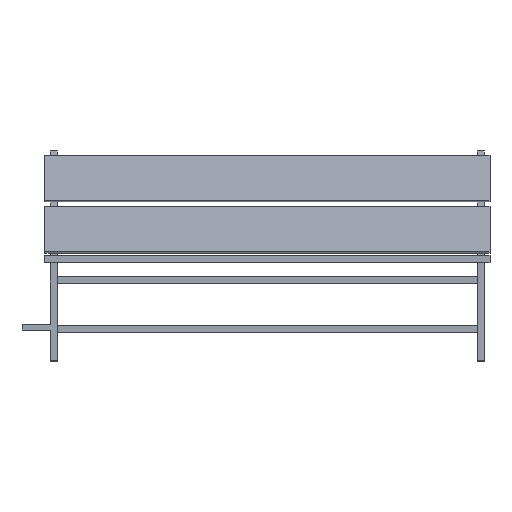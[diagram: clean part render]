
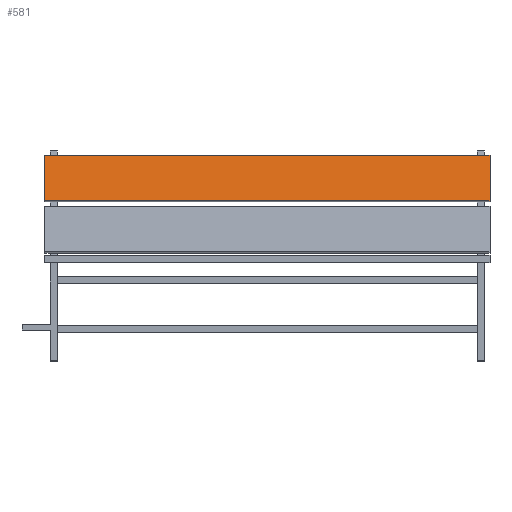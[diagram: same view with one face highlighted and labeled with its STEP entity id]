
A CAD part, top view. The second image highlights one B-rep face of the part: STEP entity #581.
In plain terms, the highlighted planar face has unit normal (0, 0.174, 0.985).
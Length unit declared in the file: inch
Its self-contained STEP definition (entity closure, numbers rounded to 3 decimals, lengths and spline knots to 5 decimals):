
#160 = EDGE_LOOP ( 'NONE', ( #1548, #2679, #2146, #1394 ) ) ;
#387 = VECTOR ( 'NONE', #569, 39.37008 ) ;
#418 = VECTOR ( 'NONE', #2482, 39.37008 ) ;
#445 = LINE ( 'NONE', #774, #418 ) ;
#482 = VERTEX_POINT ( 'NONE', #2331 ) ;
#545 = VECTOR ( 'NONE', #2262, 39.37008 ) ;
#569 = DIRECTION ( 'NONE',  ( 0., 0.985, -0.174 ) ) ;
#581 = ADVANCED_FACE ( 'NONE', ( #1390 ), #912, .T. ) ;
#774 = CARTESIAN_POINT ( 'NONE',  ( -0.7874, 8.74613, -15.48007 ) ) ;
#844 = DIRECTION ( 'NONE',  ( -1., 0., 0. ) ) ;
#891 = DIRECTION ( 'NONE',  ( 0., 0.174, 0.985 ) ) ;
#912 = PLANE ( 'NONE',  #1275 ) ;
#992 = LINE ( 'NONE', #2437, #545 ) ;
#1059 = VECTOR ( 'NONE', #844, 39.37008 ) ;
#1120 = LINE ( 'NONE', #2125, #1059 ) ;
#1172 = CARTESIAN_POINT ( 'NONE',  ( 61.81102, 15.14351, -16.6081 ) ) ;
#1187 = CARTESIAN_POINT ( 'NONE',  ( -0.7874, 15.14351, -16.6081 ) ) ;
#1275 = AXIS2_PLACEMENT_3D ( 'NONE', #1976, #891, #2197 ) ;
#1376 = CARTESIAN_POINT ( 'NONE',  ( 61.81102, 15.14351, -16.6081 ) ) ;
#1390 = FACE_OUTER_BOUND ( 'NONE', #160, .T. ) ;
#1394 = ORIENTED_EDGE ( 'NONE', *, *, #1512, .T. ) ;
#1486 = LINE ( 'NONE', #1376, #387 ) ;
#1512 = EDGE_CURVE ( 'NONE', #2407, #2353, #1120, .T. ) ;
#1548 = ORIENTED_EDGE ( 'NONE', *, *, #2459, .T. ) ;
#1627 = VERTEX_POINT ( 'NONE', #2442 ) ;
#1669 = EDGE_CURVE ( 'NONE', #1627, #482, #445, .T. ) ;
#1976 = CARTESIAN_POINT ( 'NONE',  ( 0., -2.38352, -13.51762 ) ) ;
#2125 = CARTESIAN_POINT ( 'NONE',  ( -0.7874, 15.14351, -16.6081 ) ) ;
#2146 = ORIENTED_EDGE ( 'NONE', *, *, #2420, .T. ) ;
#2197 = DIRECTION ( 'NONE',  ( 0., -0.985, 0.174 ) ) ;
#2262 = DIRECTION ( 'NONE',  ( 0., -0.985, 0.174 ) ) ;
#2331 = CARTESIAN_POINT ( 'NONE',  ( 61.81102, 8.74613, -15.48007 ) ) ;
#2353 = VERTEX_POINT ( 'NONE', #1187 ) ;
#2407 = VERTEX_POINT ( 'NONE', #1172 ) ;
#2420 = EDGE_CURVE ( 'NONE', #482, #2407, #1486, .T. ) ;
#2437 = CARTESIAN_POINT ( 'NONE',  ( -0.7874, 15.14351, -16.6081 ) ) ;
#2442 = CARTESIAN_POINT ( 'NONE',  ( -0.7874, 8.74613, -15.48007 ) ) ;
#2459 = EDGE_CURVE ( 'NONE', #2353, #1627, #992, .T. ) ;
#2482 = DIRECTION ( 'NONE',  ( 1., 0., 0. ) ) ;
#2679 = ORIENTED_EDGE ( 'NONE', *, *, #1669, .T. ) ;
